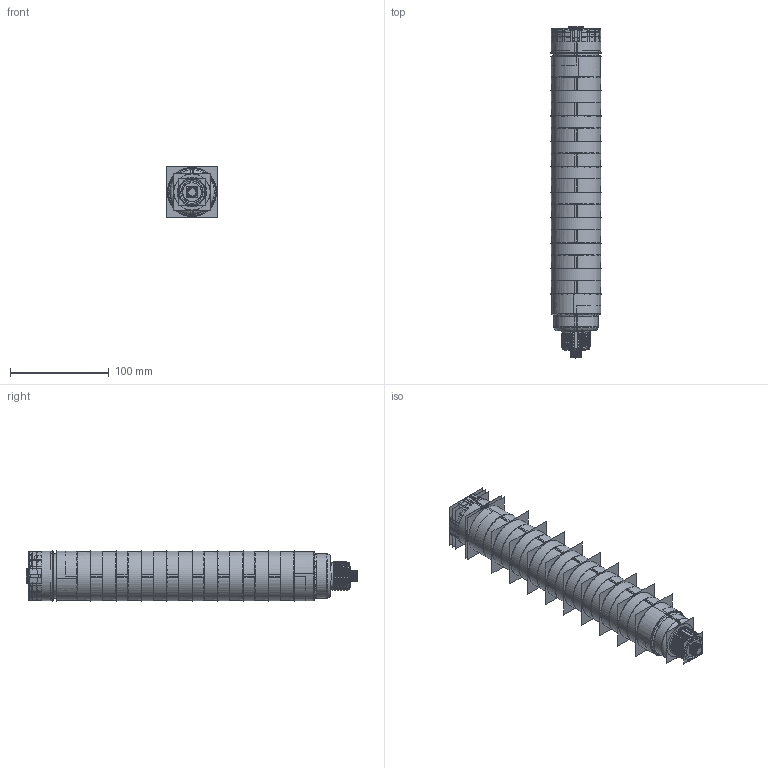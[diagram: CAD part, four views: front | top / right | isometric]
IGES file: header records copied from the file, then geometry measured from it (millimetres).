
Start section:  PTC IGES file: 205845_sm01.igs
Global section: file name: 205845_sm01.igs; native system: Creo Parametric by PTC Inc.; preprocessor: 2022414; author: banengservice; organization: Unknown; date: 20250604.145931; units: millimetre
Bounding box: 52.02 x 336.88 x 52.03 mm (x, y, z)
Volume: 592300.9 mm3; surface area: 319320.6 mm2
Topology: 1 solids, 1 shells, 1864 faces, 9776 edges, 12538 vertices
Faces by surface type: revolution 1272, bspline 592
